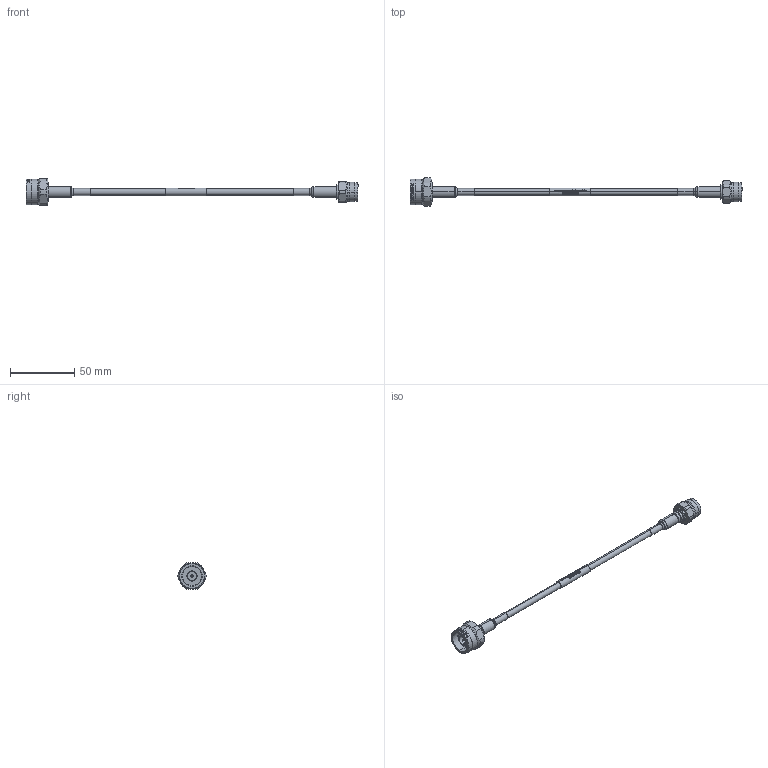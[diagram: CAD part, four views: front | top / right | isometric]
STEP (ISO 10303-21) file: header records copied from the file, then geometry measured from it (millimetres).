
FILE_DESCRIPTION (( 'STEP AP214' ), '1' );
FILE_NAME ('FMCA100147_3D.step', '2024-08-20T16:55:43', ( '' ), ( '' ), 'SwSTEP 2.0', 'SolidWorks 2022', '' );
FILE_SCHEMA (( 'AUTOMOTIVE_DESIGN' ));
Length unit declared in the file: inch
Products named in the file (13): Copy of TC-195-NMH-X_c-contact^TC-195-NMH-X_FMCA100147; TC-195-NMH-X^FMCA100147; Copy of TC-195-NMH-X_body^TC-195-NMH-X_FMCA100147; Copy of TC-195-TM-X_body^TC-195-TM-X_FMCA100147; Copy of TC-195-TM-X_c-contact^TC-195-TM-X_FMCA100147; TC-195-TM-X^FMCA100147; FMCA100147_3D; Copy of TC-195-NMH-X_insulator^TC-195-NMH-X_FMCA100147; Copy of TC-195-TM-X_ferrule^TC-195-TM-X_FMCA100147; FM Cable Assy Label^FMCA100147_D_195; Copy of TC-195-NMH-X_ferrule^TC-195-NMH-X_FMCA100147; TCOM-195-240-400-600 for cable assy^FMCA100147_TCOM-195; Copy of TC-195-TM-X_insulator^TC-195-TM-X_FMCA100147
Assembly tree (12 placements, depth 3):
  FMCA100147_3D
    TCOM-195-240-400-600 for cable assy^FMCA100147_TCOM-195
    FM Cable Assy Label^FMCA100147_D_195
    TC-195-NMH-X^FMCA100147
      Copy of TC-195-NMH-X_body^TC-195-NMH-X_FMCA100147
      Copy of TC-195-NMH-X_c-contact^TC-195-NMH-X_FMCA100147
      Copy of TC-195-NMH-X_insulator^TC-195-NMH-X_FMCA100147
      Copy of TC-195-NMH-X_ferrule^TC-195-NMH-X_FMCA100147
    TC-195-TM-X^FMCA100147
      Copy of TC-195-TM-X_body^TC-195-TM-X_FMCA100147
      Copy of TC-195-TM-X_c-contact^TC-195-TM-X_FMCA100147
      Copy of TC-195-TM-X_insulator^TC-195-TM-X_FMCA100147
      Copy of TC-195-TM-X_ferrule^TC-195-TM-X_FMCA100147
Bounding box: 257.95 x 21.97 x 20.57 mm (x, y, z)
Volume: 11782.8 mm3; surface area: 14508 mm2
Topology: 10 solids, 14 shells, 1432 faces, 3685 edges, 2398 vertices
Faces by surface type: plane 847, bspline 223, cylinder 205, cone 137, torus 20
Entity records: 53752 total; most frequent: CARTESIAN_POINT 20931, ORIENTED_EDGE 7358, DIRECTION 5739, EDGE_CURVE 3679, VERTEX_POINT 2398, LINE 1993, VECTOR 1993, AXIS2_PLACEMENT_3D 1873
